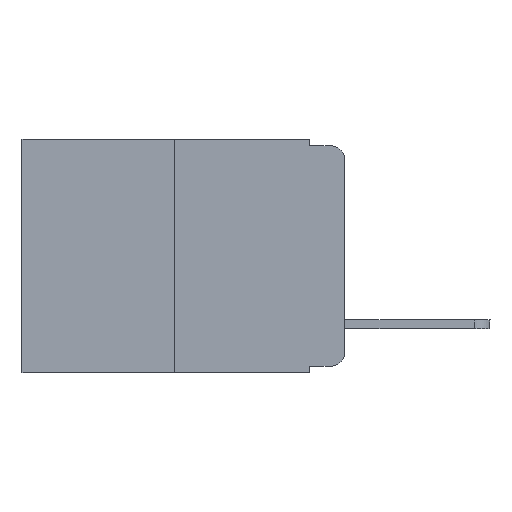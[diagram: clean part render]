
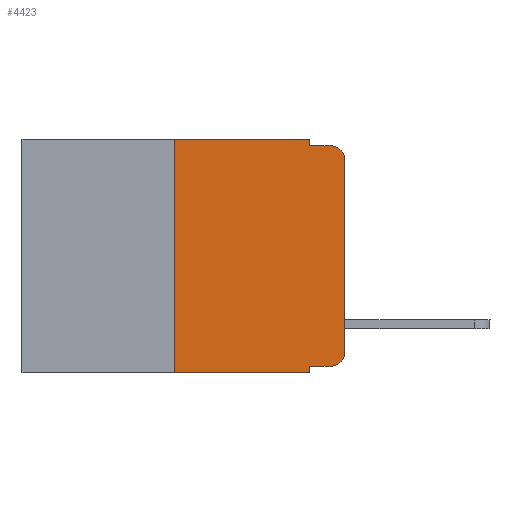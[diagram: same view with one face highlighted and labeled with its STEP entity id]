
A CAD part, left-side view. The second image highlights one B-rep face of the part: STEP entity #4423.
In plain terms, the highlighted planar face has unit normal (-1, 0, 0).
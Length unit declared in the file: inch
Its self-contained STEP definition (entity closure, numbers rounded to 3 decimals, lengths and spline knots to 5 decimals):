
#318 = LINE ( 'NONE', #8996, #2325 ) ;
#398 = VECTOR ( 'NONE', #14661, 39.37008 ) ;
#501 = VECTOR ( 'NONE', #842, 39.37008 ) ;
#774 = EDGE_LOOP ( 'NONE', ( #21905, #13158, #20423, #3040, #11913, #3380, #11164, #5791, #20829, #12292 ) ) ;
#842 = DIRECTION ( 'NONE',  ( 0., 0., -1. ) ) ;
#1647 = VECTOR ( 'NONE', #9626, 39.37008 ) ;
#2155 = CARTESIAN_POINT ( 'NONE',  ( 0., 0.473, -0.343 ) ) ;
#2325 = VECTOR ( 'NONE', #18145, 39.37008 ) ;
#2396 = CARTESIAN_POINT ( 'NONE',  ( 0., 0.02, -0.313 ) ) ;
#2532 = VERTEX_POINT ( 'NONE', #17551 ) ;
#3040 = ORIENTED_EDGE ( 'NONE', *, *, #15284, .F. ) ;
#3380 = ORIENTED_EDGE ( 'NONE', *, *, #8884, .F. ) ;
#3725 = AXIS2_PLACEMENT_3D ( 'NONE', #4459, #22080, #18775 ) ;
#4414 = DIRECTION ( 'NONE',  ( 0., -1., 0. ) ) ;
#4423 = ADVANCED_FACE ( 'NONE', ( #5548 ), #16442, .F. ) ;
#4459 = CARTESIAN_POINT ( 'NONE',  ( 0., 0.02, -0.03 ) ) ;
#4460 = LINE ( 'NONE', #10322, #7128 ) ;
#4491 = CARTESIAN_POINT ( 'NONE',  ( 0., 0.051, -0.01 ) ) ;
#4626 = VERTEX_POINT ( 'NONE', #9870 ) ;
#4936 = VERTEX_POINT ( 'NONE', #14653 ) ;
#5548 = FACE_OUTER_BOUND ( 'NONE', #774, .T. ) ;
#5650 = CARTESIAN_POINT ( 'NONE',  ( 0., 0.051, -0.333 ) ) ;
#5746 = AXIS2_PLACEMENT_3D ( 'NONE', #2396, #16934, #7901 ) ;
#5791 = ORIENTED_EDGE ( 'NONE', *, *, #14015, .F. ) ;
#6028 = VERTEX_POINT ( 'NONE', #6315 ) ;
#6132 = CIRCLE ( 'NONE', #5746, 0.02 ) ;
#6315 = CARTESIAN_POINT ( 'NONE',  ( 0., 0., -0.03 ) ) ;
#7128 = VECTOR ( 'NONE', #15371, 39.37008 ) ;
#7132 = EDGE_CURVE ( 'NONE', #21686, #13056, #18213, .T. ) ;
#7406 = CARTESIAN_POINT ( 'NONE',  ( 0., 0.473, 0. ) ) ;
#7901 = DIRECTION ( 'NONE',  ( 0., 0., -1. ) ) ;
#8082 = VERTEX_POINT ( 'NONE', #12009 ) ;
#8313 = CARTESIAN_POINT ( 'NONE',  ( 0., 0.051, -0.343 ) ) ;
#8486 = VECTOR ( 'NONE', #4414, 39.37008 ) ;
#8675 = DIRECTION ( 'NONE',  ( 0., 0., -1. ) ) ;
#8884 = EDGE_CURVE ( 'NONE', #21686, #4936, #4460, .T. ) ;
#8996 = CARTESIAN_POINT ( 'NONE',  ( 0., 0., 0. ) ) ;
#9053 = CARTESIAN_POINT ( 'NONE',  ( 0., 0.473, 0. ) ) ;
#9078 = CARTESIAN_POINT ( 'NONE',  ( 0., 0.25, -0.343 ) ) ;
#9145 = LINE ( 'NONE', #7406, #398 ) ;
#9282 = DIRECTION ( 'NONE',  ( 0., -1., 0. ) ) ;
#9626 = DIRECTION ( 'NONE',  ( 0., -1., 0. ) ) ;
#9870 = CARTESIAN_POINT ( 'NONE',  ( 0., 0.02, -0.333 ) ) ;
#9882 = EDGE_CURVE ( 'NONE', #4936, #8082, #9145, .T. ) ;
#10322 = CARTESIAN_POINT ( 'NONE',  ( 0., 0.25, 0. ) ) ;
#11119 = CARTESIAN_POINT ( 'NONE',  ( 0., 0.051, -0.333 ) ) ;
#11157 = VECTOR ( 'NONE', #9282, 39.37008 ) ;
#11164 = ORIENTED_EDGE ( 'NONE', *, *, #7132, .T. ) ;
#11913 = ORIENTED_EDGE ( 'NONE', *, *, #9882, .F. ) ;
#12009 = CARTESIAN_POINT ( 'NONE',  ( 0., 0.051, 0. ) ) ;
#12292 = ORIENTED_EDGE ( 'NONE', *, *, #13675, .T. ) ;
#12347 = CIRCLE ( 'NONE', #3725, 0.02 ) ;
#12963 = VERTEX_POINT ( 'NONE', #11119 ) ;
#13056 = VERTEX_POINT ( 'NONE', #8313 ) ;
#13158 = ORIENTED_EDGE ( 'NONE', *, *, #15187, .T. ) ;
#13675 = EDGE_CURVE ( 'NONE', #4626, #2532, #6132, .T. ) ;
#14015 = EDGE_CURVE ( 'NONE', #12963, #13056, #15579, .T. ) ;
#14552 = LINE ( 'NONE', #5650, #1647 ) ;
#14653 = CARTESIAN_POINT ( 'NONE',  ( 0., 0.25, 0. ) ) ;
#14661 = DIRECTION ( 'NONE',  ( 0., -1., 0. ) ) ;
#15187 = EDGE_CURVE ( 'NONE', #6028, #18224, #12347, .T. ) ;
#15284 = EDGE_CURVE ( 'NONE', #8082, #21763, #19112, .T. ) ;
#15371 = DIRECTION ( 'NONE',  ( 0., 0., 1. ) ) ;
#15579 = LINE ( 'NONE', #21082, #501 ) ;
#16442 = PLANE ( 'NONE',  #20135 ) ;
#16566 = DIRECTION ( 'NONE',  ( 0., 0., -1. ) ) ;
#16934 = DIRECTION ( 'NONE',  ( -1., 0., 0. ) ) ;
#17071 = EDGE_CURVE ( 'NONE', #2532, #6028, #318, .T. ) ;
#17551 = CARTESIAN_POINT ( 'NONE',  ( 0., 0., -0.313 ) ) ;
#18145 = DIRECTION ( 'NONE',  ( 0., 0., 1. ) ) ;
#18213 = LINE ( 'NONE', #2155, #11157 ) ;
#18224 = VERTEX_POINT ( 'NONE', #20133 ) ;
#18569 = EDGE_CURVE ( 'NONE', #12963, #4626, #14552, .T. ) ;
#18775 = DIRECTION ( 'NONE',  ( 0., 0., -1. ) ) ;
#19112 = LINE ( 'NONE', #21361, #22109 ) ;
#19967 = DIRECTION ( 'NONE',  ( 1., 0., 0. ) ) ;
#20133 = CARTESIAN_POINT ( 'NONE',  ( 0., 0.02, -0.01 ) ) ;
#20135 = AXIS2_PLACEMENT_3D ( 'NONE', #9053, #19967, #16566 ) ;
#20423 = ORIENTED_EDGE ( 'NONE', *, *, #23120, .F. ) ;
#20495 = CARTESIAN_POINT ( 'NONE',  ( 0., 0.051, -0.01 ) ) ;
#20829 = ORIENTED_EDGE ( 'NONE', *, *, #18569, .T. ) ;
#21082 = CARTESIAN_POINT ( 'NONE',  ( 0., 0.051, 0. ) ) ;
#21361 = CARTESIAN_POINT ( 'NONE',  ( 0., 0.051, 0. ) ) ;
#21686 = VERTEX_POINT ( 'NONE', #9078 ) ;
#21763 = VERTEX_POINT ( 'NONE', #4491 ) ;
#21905 = ORIENTED_EDGE ( 'NONE', *, *, #17071, .T. ) ;
#22080 = DIRECTION ( 'NONE',  ( -1., 0., 0. ) ) ;
#22109 = VECTOR ( 'NONE', #8675, 39.37008 ) ;
#22275 = LINE ( 'NONE', #20495, #8486 ) ;
#23120 = EDGE_CURVE ( 'NONE', #21763, #18224, #22275, .T. ) ;
